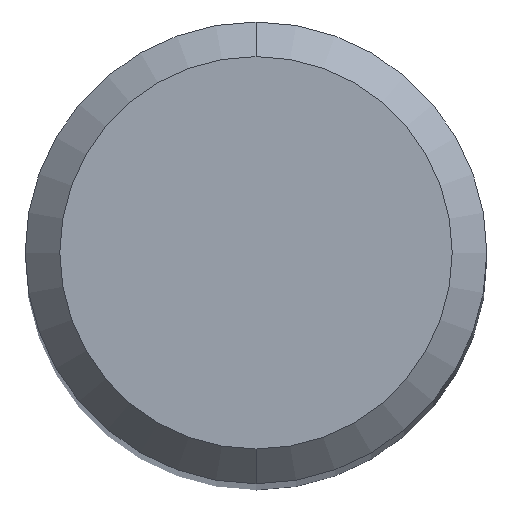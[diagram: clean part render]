
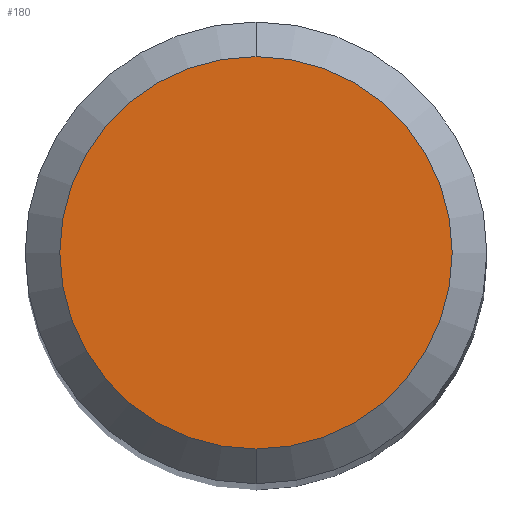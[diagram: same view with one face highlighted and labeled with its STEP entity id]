
A CAD part, top view. The second image highlights one B-rep face of the part: STEP entity #180.
In plain terms, the highlighted planar face has unit normal (0, 0, 1).
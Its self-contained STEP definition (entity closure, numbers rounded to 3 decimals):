
#150=EDGE_CURVE('',#174,#230,#320,.T.);
#174=VERTEX_POINT('',#347);
#180=ADVANCED_FACE('',(#353),#354,.T.);
#222=EDGE_CURVE('',#230,#174,#402,.T.);
#230=VERTEX_POINT('',#413);
#320=CIRCLE('',#510,1.7);
#347=CARTESIAN_POINT('',(0.0,1.7,0.0));
#353=FACE_OUTER_BOUND('',#553,.T.);
#354=PLANE('',#554);
#402=CIRCLE('',#611,1.7);
#413=CARTESIAN_POINT('',(0.,-1.7,0.0));
#510=AXIS2_PLACEMENT_3D('',#711,#712,#713);
#553=EDGE_LOOP('',(#756,#757));
#554=AXIS2_PLACEMENT_3D('',#758,#759,#760);
#611=AXIS2_PLACEMENT_3D('',#831,#832,#833);
#711=CARTESIAN_POINT('',(0.0,0.0,0.0));
#712=DIRECTION('',(0.0,0.0,-1.0));
#713=DIRECTION('',(0.0,1.0,0.0));
#756=ORIENTED_EDGE('',*,*,#150,.F.);
#757=ORIENTED_EDGE('',*,*,#222,.F.);
#758=CARTESIAN_POINT('',(0.0,0.85,0.0));
#759=DIRECTION('',(-0.0,0.0,1.0));
#760=DIRECTION('',(0.0,-1.0,0.0));
#831=CARTESIAN_POINT('',(0.0,0.0,0.0));
#832=DIRECTION('',(0.0,0.0,-1.0));
#833=DIRECTION('',(0.0,1.0,0.0));
